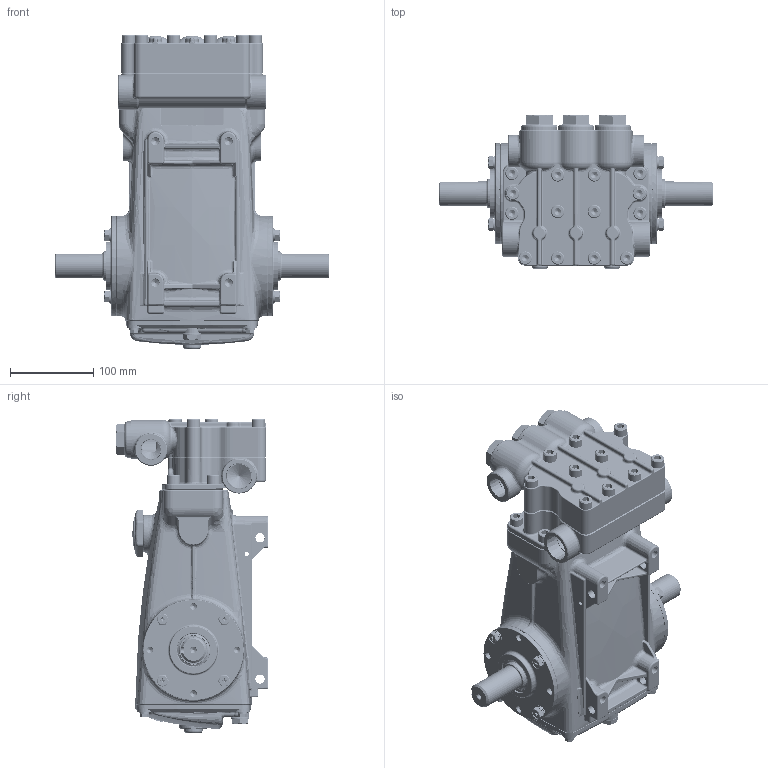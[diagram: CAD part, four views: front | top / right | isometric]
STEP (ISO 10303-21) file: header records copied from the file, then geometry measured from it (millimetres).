
FILE_DESCRIPTION (( 'STEP AP203' ), '1' );
FILE_NAME ('1541.STEP', '2022-11-11T16:39:09', ( '' ), ( '' ), 'SwSTEP 2.0', 'SolidWorks 2022', '' );
FILE_SCHEMA (( 'CONFIG_CONTROL_DESIGN' ));
Products named in the file (1): 1541
Bounding box: 330 x 183.5 x 377.9 mm (x, y, z)
Volume: 3685731.2 mm3; surface area: 885127.3 mm2
Topology: 72 solids, 72 shells, 5301 faces, 12791 edges, 7518 vertices
Faces by surface type: plane 1461, cylinder 1288, bspline 980, cone 875, torus 593, sphere 104
Entity records: 236902 total; most frequent: CARTESIAN_POINT 122880, ORIENTED_EDGE 24894, DIRECTION 22457, EDGE_CURVE 12447, AXIS2_PLACEMENT_3D 9223, VERTEX_POINT 7514, EDGE_LOOP 5707, FACE_OUTER_BOUND 5300
